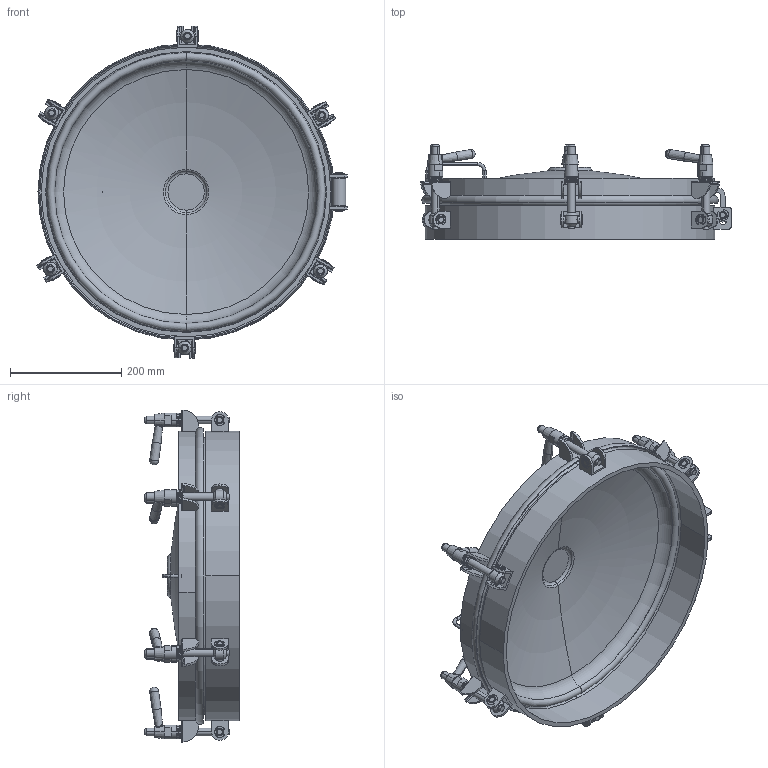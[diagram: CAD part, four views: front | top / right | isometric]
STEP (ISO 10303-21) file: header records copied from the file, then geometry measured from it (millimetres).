
FILE_DESCRIPTION (( 'STEP AP203' ), '1' );
FILE_NAME ('porte complete P22-265.STEP', '2009-07-27T13:23:33', ( 'BE' ), ( 'BOYER SA' ), 'SwSTEP 2.0', 'SolidWorks 2008', '' );
FILE_SCHEMA (( 'CONFIG_CONTROL_DESIGN' ));
Length unit declared in the file: millimetre
Products named in the file (15): CARO 6L PO SP 08 504 60 (0720100114)_Défaut; MA1 06 BR YD 14 51 EMB INOX (0750200054)( element bague clipse)_Défaut; GU14 6L BR YD 122 90 135  (0610300003)_Défaut; HBAG 4L BR M5 (0690600003) _Défaut; porte complete P22-265; PROB 6L BR P 02 500 (0710100071)_Défaut; RPRO 6L PO SP 08 504 30 (0710500012)_Défaut; CHAP 4L BR L 37 (0630100004)_Défaut; U5  4L PO U122    27  34  30 (0640800014)_Défaut; AXE 04 BR D12 39 46  (0650100000)_Défaut; MA1 06 BR YD 14 51 EMB INOX (0750200054)_Défaut; PSDO 4L PO S 05 40 40 (0660900015)coupe p22-265 _Défaut; AXE 04 BR D12 63 70  (0650100021)_Défaut; CLIP 6L PO D10 50650300002起D嶨aut; PREC 6L BR D6 160 n°2 (0620100002)_Défaut
Assembly tree (58 placements, depth 2):
  porte complete P22-265
    CLIP 6L PO D10 50650300002起D嶨aut  x14
    GU14 6L BR YD 122 90 135  (0610300003)_Défaut  x6
    RPRO 6L PO SP 08 504 30 (0710500012)_Défaut
    AXE 04 BR D12 39 46  (0650100000)_Défaut  x6
    MA1 06 BR YD 14 51 EMB INOX (0750200054)_Défaut  x6
    MA1 06 BR YD 14 51 EMB INOX (0750200054)( element bague clipse)_Défaut  x6
    PSDO 4L PO S 05 40 40 (0660900015)coupe p22-265 _Défaut  x2
    CHAP 4L BR L 37 (0630100004)_Défaut  x6
    U5  4L PO U122    27  34  30 (0640800014)_Défaut  x6
    CARO 6L PO SP 08 504 60 (0720100114)_Défaut
    PREC 6L BR D6 160 n°2 (0620100002)_Défaut
    HBAG 4L BR M5 (0690600003) _Défaut
    PROB 6L BR P 02 500 (0710100071)_Défaut
    AXE 04 BR D12 63 70  (0650100021)_Défaut
Bounding box: 557.28 x 170 x 595.99 mm (x, y, z)
Volume: 2235719.3 mm3; surface area: 1133240.9 mm2
Topology: 58 solids, 58 shells, 1224 faces, 2914 edges, 1816 vertices
Faces by surface type: cylinder 485, plane 447, torus 140, cone 104, bspline 36, sphere 12
Entity records: 11382 total; most frequent: CARTESIAN_POINT 2159, DIRECTION 1559, ORIENTED_EDGE 1212, AXIS2_PLACEMENT_3D 655, EDGE_CURVE 606, VERTEX_POINT 377, CIRCLE 332, EDGE_LOOP 297
